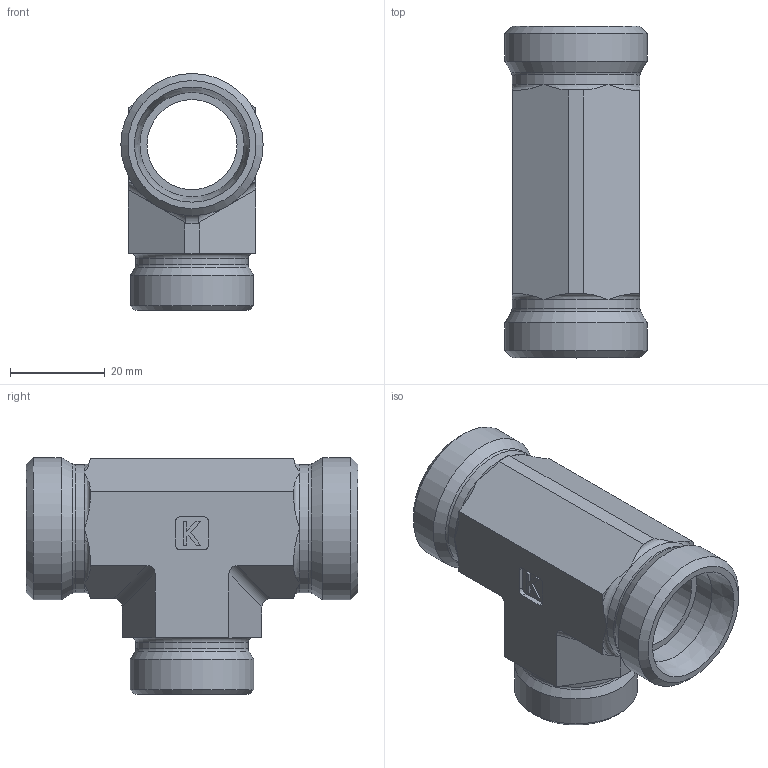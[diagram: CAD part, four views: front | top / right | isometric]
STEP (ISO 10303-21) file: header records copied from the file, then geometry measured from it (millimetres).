
FILE_DESCRIPTION((''),'2;1');
FILE_NAME('374222218.stp','2014-08-13T16:00:27',(''),('KNOMI spol. s r. o.'),'Autodesk Inventor 2012','Autodesk Inventor 2012','');
FILE_SCHEMA(('AUTOMOTIVE_DESIGN { 1 2 10303 214 0 1 1 1 }'));
Length unit declared in the file: millimetre
Products named in the file (1): TS2 22/22/18L M30x2/M30x2/M26
Bounding box: 30 x 70 x 50 mm (x, y, z)
Volume: 29914.9 mm3; surface area: 14525.1 mm2
Topology: 1 solids, 1 shells, 100 faces, 256 edges, 164 vertices
Faces by surface type: plane 54, cylinder 21, torus 16, cone 9
Full cylindrical faces by diameter (mm): 15 x1, 18 x1, 19 x1, 22 x2, 23.7 x1, 26 x1, 27 x2, 30 x2
Entity records: 2912 total; most frequent: CARTESIAN_POINT 593, DIRECTION 476, ORIENTED_EDGE 446, EDGE_CURVE 223, AXIS2_PLACEMENT_3D 178, VERTEX_POINT 155, EDGE_LOOP 134, VECTOR 120
